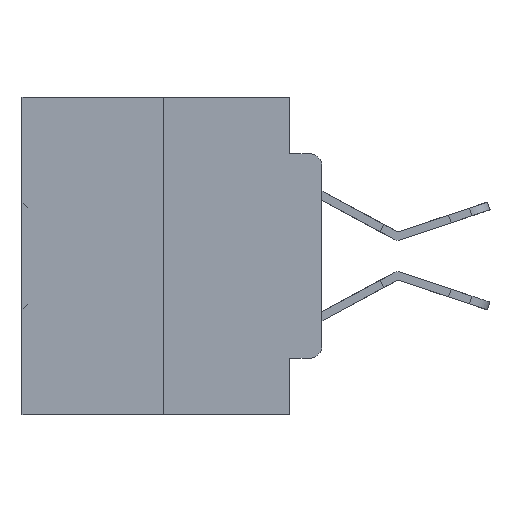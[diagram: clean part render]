
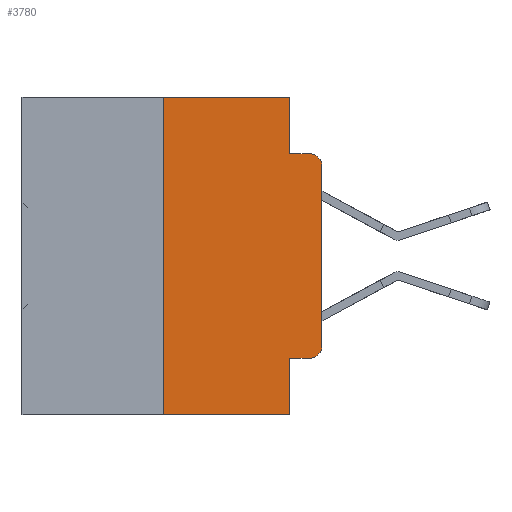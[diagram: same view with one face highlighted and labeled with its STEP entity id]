
A CAD part, left-side view. The second image highlights one B-rep face of the part: STEP entity #3780.
In plain terms, the highlighted planar face has unit normal (-1, 0, 0).
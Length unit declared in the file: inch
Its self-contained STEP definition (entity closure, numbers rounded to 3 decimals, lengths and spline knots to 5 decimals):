
#89 = CARTESIAN_POINT ( 'NONE',  ( 0., 0.473, -0.5 ) ) ;
#112 = CARTESIAN_POINT ( 'NONE',  ( 0., 0.051, -0.5 ) ) ;
#1189 = ORIENTED_EDGE ( 'NONE', *, *, #25625, .T. ) ;
#1833 = CARTESIAN_POINT ( 'NONE',  ( 0., 0.473, 0. ) ) ;
#2684 = DIRECTION ( 'NONE',  ( 0., 0., -1. ) ) ;
#3067 = EDGE_CURVE ( 'NONE', #21003, #6743, #37879, .T. ) ;
#3363 = CARTESIAN_POINT ( 'NONE',  ( 0., 0.051, -0.0885 ) ) ;
#3546 = VECTOR ( 'NONE', #32665, 39.37008 ) ;
#3780 = ADVANCED_FACE ( 'NONE', ( #12776 ), #33727, .F. ) ;
#4266 = DIRECTION ( 'NONE',  ( 0., 0., -1. ) ) ;
#4865 = CARTESIAN_POINT ( 'NONE',  ( 0., 0.02, -0.3915 ) ) ;
#4923 = LINE ( 'NONE', #1833, #10666 ) ;
#6743 = VERTEX_POINT ( 'NONE', #28139 ) ;
#6805 = EDGE_CURVE ( 'NONE', #18327, #6947, #29753, .T. ) ;
#6924 = VERTEX_POINT ( 'NONE', #26317 ) ;
#6947 = VERTEX_POINT ( 'NONE', #35648 ) ;
#7130 = DIRECTION ( 'NONE',  ( 1., 0., 0. ) ) ;
#7160 = DIRECTION ( 'NONE',  ( 0., -1., 0. ) ) ;
#7995 = CARTESIAN_POINT ( 'NONE',  ( 0., 0.25, 0. ) ) ;
#8927 = EDGE_CURVE ( 'NONE', #6743, #6924, #4923, .T. ) ;
#8955 = ORIENTED_EDGE ( 'NONE', *, *, #37500, .F. ) ;
#10015 = LINE ( 'NONE', #12166, #17827 ) ;
#10380 = AXIS2_PLACEMENT_3D ( 'NONE', #15677, #7130, #10629 ) ;
#10629 = DIRECTION ( 'NONE',  ( 0., 0., -1. ) ) ;
#10661 = LINE ( 'NONE', #18801, #34390 ) ;
#10666 = VECTOR ( 'NONE', #22924, 39.37008 ) ;
#10831 = ORIENTED_EDGE ( 'NONE', *, *, #6805, .T. ) ;
#11590 = ORIENTED_EDGE ( 'NONE', *, *, #28175, .T. ) ;
#11726 = LINE ( 'NONE', #89, #3546 ) ;
#12166 = CARTESIAN_POINT ( 'NONE',  ( 0., 0.051, -0.0885 ) ) ;
#12776 = FACE_OUTER_BOUND ( 'NONE', #16900, .T. ) ;
#14298 = LINE ( 'NONE', #25746, #31758 ) ;
#14461 = DIRECTION ( 'NONE',  ( 0., 0., 1. ) ) ;
#14847 = LINE ( 'NONE', #18324, #29765 ) ;
#14864 = AXIS2_PLACEMENT_3D ( 'NONE', #4865, #28526, #19778 ) ;
#15302 = EDGE_CURVE ( 'NONE', #21003, #36030, #11726, .T. ) ;
#15677 = CARTESIAN_POINT ( 'NONE',  ( 0., 0.473, 0. ) ) ;
#15877 = VERTEX_POINT ( 'NONE', #33393 ) ;
#16900 = EDGE_LOOP ( 'NONE', ( #1189, #11590, #21372, #25647, #24015, #18882, #18566, #8955, #24765, #10831 ) ) ;
#17827 = VECTOR ( 'NONE', #21244, 39.37008 ) ;
#18324 = CARTESIAN_POINT ( 'NONE',  ( 0., 0.051, 0. ) ) ;
#18327 = VERTEX_POINT ( 'NONE', #30543 ) ;
#18566 = ORIENTED_EDGE ( 'NONE', *, *, #15302, .T. ) ;
#18697 = CARTESIAN_POINT ( 'NONE',  ( 0., 0.051, -0.4115 ) ) ;
#18801 = CARTESIAN_POINT ( 'NONE',  ( 0., 0.051, -0.4115 ) ) ;
#18882 = ORIENTED_EDGE ( 'NONE', *, *, #3067, .F. ) ;
#18963 = DIRECTION ( 'NONE',  ( -1., 0., 0. ) ) ;
#19778 = DIRECTION ( 'NONE',  ( 0., 0., -1. ) ) ;
#19990 = EDGE_CURVE ( 'NONE', #6924, #30529, #14298, .T. ) ;
#20265 = CIRCLE ( 'NONE', #27181, 0.02 ) ;
#20741 = VERTEX_POINT ( 'NONE', #34568 ) ;
#21003 = VERTEX_POINT ( 'NONE', #27343 ) ;
#21244 = DIRECTION ( 'NONE',  ( 0., -1., 0. ) ) ;
#21372 = ORIENTED_EDGE ( 'NONE', *, *, #28544, .F. ) ;
#21859 = CARTESIAN_POINT ( 'NONE',  ( 0., 0.02, -0.1085 ) ) ;
#22026 = VERTEX_POINT ( 'NONE', #18697 ) ;
#22924 = DIRECTION ( 'NONE',  ( 0., -1., 0. ) ) ;
#23485 = DIRECTION ( 'NONE',  ( 0., 0., 1. ) ) ;
#23833 = EDGE_CURVE ( 'NONE', #22026, #18327, #10661, .T. ) ;
#24015 = ORIENTED_EDGE ( 'NONE', *, *, #8927, .F. ) ;
#24765 = ORIENTED_EDGE ( 'NONE', *, *, #23833, .T. ) ;
#25625 = EDGE_CURVE ( 'NONE', #6947, #15877, #34865, .T. ) ;
#25647 = ORIENTED_EDGE ( 'NONE', *, *, #19990, .F. ) ;
#25746 = CARTESIAN_POINT ( 'NONE',  ( 0., 0.051, 0. ) ) ;
#26317 = CARTESIAN_POINT ( 'NONE',  ( 0., 0.051, 0. ) ) ;
#27181 = AXIS2_PLACEMENT_3D ( 'NONE', #21859, #18963, #4266 ) ;
#27268 = VECTOR ( 'NONE', #23485, 39.37008 ) ;
#27343 = CARTESIAN_POINT ( 'NONE',  ( 0., 0.25, -0.5 ) ) ;
#28139 = CARTESIAN_POINT ( 'NONE',  ( 0., 0.25, 0. ) ) ;
#28175 = EDGE_CURVE ( 'NONE', #15877, #20741, #20265, .T. ) ;
#28526 = DIRECTION ( 'NONE',  ( -1., 0., 0. ) ) ;
#28544 = EDGE_CURVE ( 'NONE', #30529, #20741, #10015, .T. ) ;
#29753 = CIRCLE ( 'NONE', #14864, 0.02 ) ;
#29765 = VECTOR ( 'NONE', #30186, 39.37008 ) ;
#30186 = DIRECTION ( 'NONE',  ( 0., 0., -1. ) ) ;
#30529 = VERTEX_POINT ( 'NONE', #3363 ) ;
#30543 = CARTESIAN_POINT ( 'NONE',  ( 0., 0.02, -0.4115 ) ) ;
#31758 = VECTOR ( 'NONE', #2684, 39.37008 ) ;
#32665 = DIRECTION ( 'NONE',  ( 0., -1., 0. ) ) ;
#33393 = CARTESIAN_POINT ( 'NONE',  ( 0., 0., -0.1085 ) ) ;
#33727 = PLANE ( 'NONE',  #10380 ) ;
#34390 = VECTOR ( 'NONE', #7160, 39.37008 ) ;
#34568 = CARTESIAN_POINT ( 'NONE',  ( 0., 0.02, -0.0885 ) ) ;
#34686 = CARTESIAN_POINT ( 'NONE',  ( 0., 0., 0. ) ) ;
#34865 = LINE ( 'NONE', #34686, #38207 ) ;
#35648 = CARTESIAN_POINT ( 'NONE',  ( 0., 0., -0.3915 ) ) ;
#36030 = VERTEX_POINT ( 'NONE', #112 ) ;
#37500 = EDGE_CURVE ( 'NONE', #22026, #36030, #14847, .T. ) ;
#37879 = LINE ( 'NONE', #7995, #27268 ) ;
#38207 = VECTOR ( 'NONE', #14461, 39.37008 ) ;
